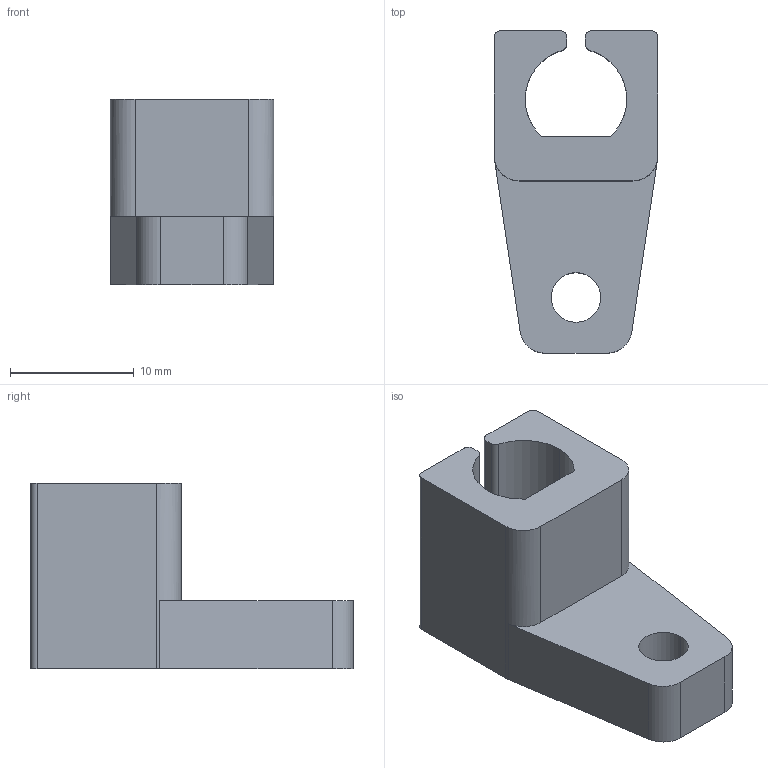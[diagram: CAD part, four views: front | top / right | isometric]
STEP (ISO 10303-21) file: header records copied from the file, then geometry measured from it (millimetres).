
FILE_DESCRIPTION (( 'STEP AP203' ), '1' );
FILE_NAME ('YClip.STEP', '2019-10-13T00:07:15', ( '' ), ( '' ), 'SwSTEP 2.0', 'SolidWorks 2018', '' );
FILE_SCHEMA (( 'CONFIG_CONTROL_DESIGN' ));
Length unit declared in the file: millimetre
Products named in the file (1): YClip
Bounding box: 13.2 x 26.03 x 15 mm (x, y, z)
Volume: 2293.6 mm3; surface area: 1773.9 mm2
Topology: 1 solids, 1 shells, 36 faces, 98 edges, 64 vertices
Faces by surface type: plane 16, cylinder 15, cone 5
Entity records: 1240 total; most frequent: CARTESIAN_POINT 225, DIRECTION 203, ORIENTED_EDGE 196, EDGE_CURVE 98, AXIS2_PLACEMENT_3D 74, VERTEX_POINT 64, VECTOR 55, LINE 55
